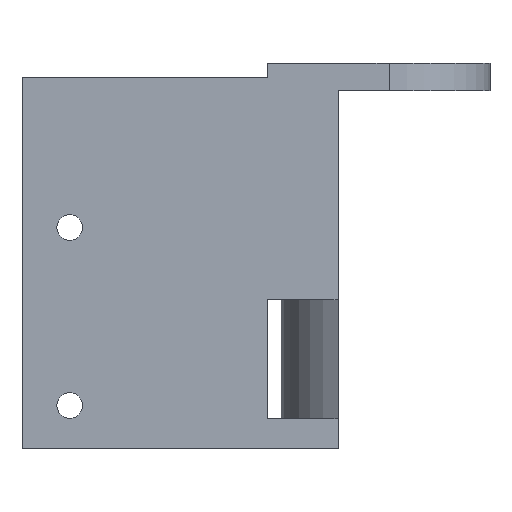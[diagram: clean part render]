
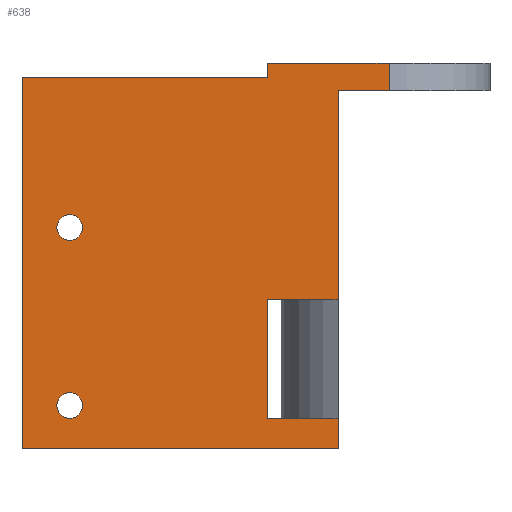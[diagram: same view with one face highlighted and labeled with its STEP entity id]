
A CAD part, left-side view. The second image highlights one B-rep face of the part: STEP entity #638.
In plain terms, the highlighted planar face has unit normal (-1, 0, 0).
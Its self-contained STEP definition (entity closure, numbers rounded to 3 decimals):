
#17=FACE_BOUND('',#97,.T.);
#18=FACE_BOUND('',#98,.T.);
#39=PLANE('',#703);
#62=FACE_OUTER_BOUND('',#96,.T.);
#96=EDGE_LOOP('',(#489,#490,#491,#492,#493,#494,#495,#496,#497,#498,#499,
#500));
#97=EDGE_LOOP('',(#501));
#98=EDGE_LOOP('',(#502));
#136=LINE('',#959,#198);
#138=LINE('',#965,#200);
#143=LINE('',#974,#205);
#144=LINE('',#977,#206);
#153=LINE('',#997,#215);
#154=LINE('',#1000,#216);
#160=LINE('',#1011,#222);
#161=LINE('',#1014,#223);
#162=LINE('',#1016,#224);
#163=LINE('',#1018,#225);
#164=LINE('',#1019,#226);
#165=LINE('',#1020,#227);
#198=VECTOR('',#779,10.);
#200=VECTOR('',#783,10.);
#205=VECTOR('',#790,10.);
#206=VECTOR('',#793,10.);
#215=VECTOR('',#810,10.);
#216=VECTOR('',#813,10.);
#222=VECTOR('',#819,10.);
#223=VECTOR('',#822,10.);
#224=VECTOR('',#823,10.);
#225=VECTOR('',#824,10.);
#226=VECTOR('',#825,10.);
#227=VECTOR('',#826,10.);
#258=CIRCLE('',#690,1.4);
#260=CIRCLE('',#693,1.4);
#286=VERTEX_POINT('',#942);
#288=VERTEX_POINT('',#948);
#289=VERTEX_POINT('',#952);
#292=VERTEX_POINT('',#957);
#294=VERTEX_POINT('',#962);
#295=VERTEX_POINT('',#964);
#298=VERTEX_POINT('',#972);
#299=VERTEX_POINT('',#976);
#306=VERTEX_POINT('',#995);
#307=VERTEX_POINT('',#999);
#312=VERTEX_POINT('',#1009);
#313=VERTEX_POINT('',#1013);
#314=VERTEX_POINT('',#1015);
#315=VERTEX_POINT('',#1017);
#349=EDGE_CURVE('',#286,#286,#258,.T.);
#352=EDGE_CURVE('',#288,#288,#260,.T.);
#356=EDGE_CURVE('',#289,#292,#136,.T.);
#358=EDGE_CURVE('',#295,#294,#138,.T.);
#363=EDGE_CURVE('',#294,#298,#143,.T.);
#364=EDGE_CURVE('',#299,#289,#144,.T.);
#375=EDGE_CURVE('',#292,#306,#153,.T.);
#376=EDGE_CURVE('',#299,#307,#154,.T.);
#382=EDGE_CURVE('',#312,#306,#160,.T.);
#383=EDGE_CURVE('',#312,#313,#161,.T.);
#384=EDGE_CURVE('',#313,#314,#162,.T.);
#385=EDGE_CURVE('',#315,#314,#163,.T.);
#386=EDGE_CURVE('',#295,#315,#164,.T.);
#387=EDGE_CURVE('',#307,#298,#165,.T.);
#489=ORIENTED_EDGE('',*,*,#364,.T.);
#490=ORIENTED_EDGE('',*,*,#356,.T.);
#491=ORIENTED_EDGE('',*,*,#375,.T.);
#492=ORIENTED_EDGE('',*,*,#382,.F.);
#493=ORIENTED_EDGE('',*,*,#383,.T.);
#494=ORIENTED_EDGE('',*,*,#384,.T.);
#495=ORIENTED_EDGE('',*,*,#385,.F.);
#496=ORIENTED_EDGE('',*,*,#386,.F.);
#497=ORIENTED_EDGE('',*,*,#358,.T.);
#498=ORIENTED_EDGE('',*,*,#363,.T.);
#499=ORIENTED_EDGE('',*,*,#387,.F.);
#500=ORIENTED_EDGE('',*,*,#376,.F.);
#501=ORIENTED_EDGE('',*,*,#349,.T.);
#502=ORIENTED_EDGE('',*,*,#352,.T.);
#638=ADVANCED_FACE('',(#62,#17,#18),#39,.T.);
#690=AXIS2_PLACEMENT_3D('',#944,#765,#766);
#693=AXIS2_PLACEMENT_3D('',#950,#772,#773);
#703=AXIS2_PLACEMENT_3D('',#1012,#820,#821);
#765=DIRECTION('center_axis',(1.,0.,0.));
#766=DIRECTION('ref_axis',(0.,0.,-1.));
#772=DIRECTION('center_axis',(1.,0.,0.));
#773=DIRECTION('ref_axis',(0.,0.,-1.));
#779=DIRECTION('',(0.,0.,1.));
#783=DIRECTION('',(0.,1.,0.));
#790=DIRECTION('',(0.,0.,-1.));
#793=DIRECTION('',(0.,1.,0.));
#810=DIRECTION('',(0.,-1.,0.));
#813=DIRECTION('',(0.,0.,-1.));
#819=DIRECTION('',(0.,0.,-1.));
#820=DIRECTION('center_axis',(-1.,0.,0.));
#821=DIRECTION('ref_axis',(0.,1.,0.));
#822=DIRECTION('',(0.,-1.,0.));
#823=DIRECTION('',(0.,0.,1.));
#824=DIRECTION('',(0.,-1.,0.));
#825=DIRECTION('',(0.,0.,1.));
#826=DIRECTION('',(0.,1.,0.));
#942=CARTESIAN_POINT('',(-11.,45.87,-13.5));
#944=CARTESIAN_POINT('Origin',(-11.,45.87,-14.9));
#948=CARTESIAN_POINT('',(-11.,45.87,-32.9));
#950=CARTESIAN_POINT('Origin',(-11.,45.87,-34.3));
#952=CARTESIAN_POINT('',(-11.,24.32,-35.75));
#957=CARTESIAN_POINT('',(-11.,24.32,-22.75));
#959=CARTESIAN_POINT('',(-11.,24.32,-39.));
#962=CARTESIAN_POINT('',(-11.,51.07,1.46));
#964=CARTESIAN_POINT('',(-11.,24.32,1.46));
#965=CARTESIAN_POINT('',(-11.,24.32,1.46));
#972=CARTESIAN_POINT('',(-11.,51.07,-39.));
#974=CARTESIAN_POINT('',(-11.,51.07,-28.885));
#976=CARTESIAN_POINT('',(-11.,16.631,-35.75));
#977=CARTESIAN_POINT('',(-11.,18.553,-35.75));
#995=CARTESIAN_POINT('',(-11.,16.631,-22.75));
#997=CARTESIAN_POINT('',(-11.,18.553,-22.75));
#999=CARTESIAN_POINT('',(-11.,16.631,-39.));
#1000=CARTESIAN_POINT('',(-11.,16.631,0.));
#1009=CARTESIAN_POINT('',(-11.,16.631,0.));
#1011=CARTESIAN_POINT('',(-11.,16.631,0.));
#1012=CARTESIAN_POINT('Origin',(-11.,16.631,0.));
#1013=CARTESIAN_POINT('',(-11.,11.07,0.));
#1014=CARTESIAN_POINT('',(-11.,24.32,0.));
#1015=CARTESIAN_POINT('',(-11.,11.07,3.));
#1016=CARTESIAN_POINT('',(-11.,11.07,0.));
#1017=CARTESIAN_POINT('',(-11.,24.32,3.));
#1018=CARTESIAN_POINT('',(-11.,24.32,3.));
#1019=CARTESIAN_POINT('',(-11.,24.32,0.));
#1020=CARTESIAN_POINT('',(-11.,16.631,-39.));
